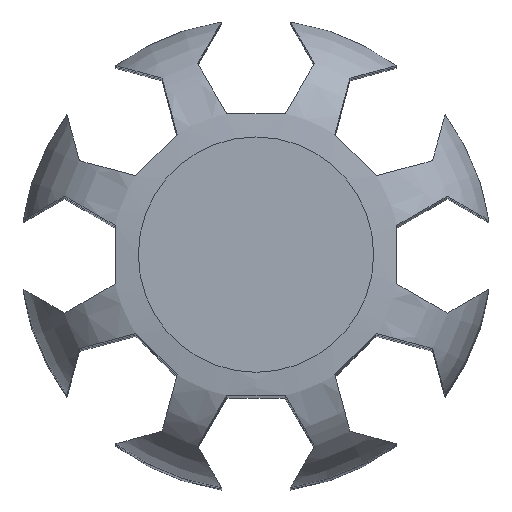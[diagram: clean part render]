
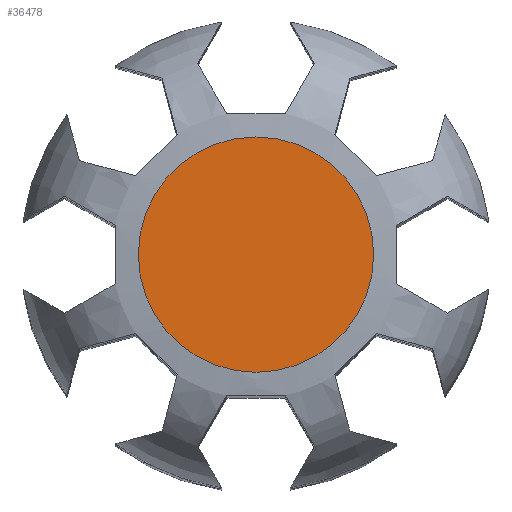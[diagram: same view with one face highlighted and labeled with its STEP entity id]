
A CAD part, top view. The second image highlights one B-rep face of the part: STEP entity #36478.
In plain terms, the highlighted planar face has unit normal (0, 0, 1).
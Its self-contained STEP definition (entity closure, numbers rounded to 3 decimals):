
#13617 = SURFACE_OF_REVOLUTION('',#13618,#13623);
#13618 = CIRCLE('',#13619,5.);
#13619 = AXIS2_PLACEMENT_3D('',#13620,#13621,#13622);
#13620 = CARTESIAN_POINT('',(0.,-5.,92.8));
#13621 = DIRECTION('',(1.,0.,0.));
#13622 = DIRECTION('',(0.,1.,0.));
#13623 = AXIS1_PLACEMENT('',#13624,#13625);
#13624 = CARTESIAN_POINT('',(0.,0.,0.));
#13625 = DIRECTION('',(0.,0.,1.));
#24236 = EDGE_CURVE('',#24237,#24237,#24239,.T.);
#24237 = VERTEX_POINT('',#24238);
#24238 = CARTESIAN_POINT('',(0.,-5.,97.8));
#24239 = SURFACE_CURVE('',#24240,(#24245,#24252),.PCURVE_S1.);
#24240 = CIRCLE('',#24241,5.);
#24241 = AXIS2_PLACEMENT_3D('',#24242,#24243,#24244);
#24242 = CARTESIAN_POINT('',(0.,0.,97.8));
#24243 = DIRECTION('',(0.,0.,1.));
#24244 = DIRECTION('',(0.,-1.,0.));
#24245 = PCURVE('',#13617,#24246);
#24246 = DEFINITIONAL_REPRESENTATION('',(#24247),#24251);
#24247 = LINE('',#24248,#24249);
#24248 = CARTESIAN_POINT('',(0.,1.571));
#24249 = VECTOR('',#24250,1.);
#24250 = DIRECTION('',(1.,0.));
#24251 = ( GEOMETRIC_REPRESENTATION_CONTEXT(2) 
PARAMETRIC_REPRESENTATION_CONTEXT() REPRESENTATION_CONTEXT('2D SPACE',''
  ) );
#24252 = PCURVE('',#24253,#24258);
#24253 = PLANE('',#24254);
#24254 = AXIS2_PLACEMENT_3D('',#24255,#24256,#24257);
#24255 = CARTESIAN_POINT('',(0.,0.,97.8));
#24256 = DIRECTION('',(0.,0.,-1.));
#24257 = DIRECTION('',(0.,1.,0.));
#24258 = DEFINITIONAL_REPRESENTATION('',(#24259),#24267);
#24259 = ( BOUNDED_CURVE() B_SPLINE_CURVE(2,(#24260,#24261,#24262,#24263
    ,#24264,#24265,#24266),.UNSPECIFIED.,.T.,.F.) 
B_SPLINE_CURVE_WITH_KNOTS((1,2,2,2,2,1),(-2.094,0.,
    2.094,4.189,6.283,8.378),
.UNSPECIFIED.) CURVE() GEOMETRIC_REPRESENTATION_ITEM() 
RATIONAL_B_SPLINE_CURVE((1.,0.5,1.,0.5,1.,0.5,1.)) REPRESENTATION_ITEM(
  '') );
#24260 = CARTESIAN_POINT('',(-5.,0.));
#24261 = CARTESIAN_POINT('',(-5.,8.66));
#24262 = CARTESIAN_POINT('',(2.5,4.33));
#24263 = CARTESIAN_POINT('',(10.,0.));
#24264 = CARTESIAN_POINT('',(2.5,-4.33));
#24265 = CARTESIAN_POINT('',(-5.,-8.66));
#24266 = CARTESIAN_POINT('',(-5.,0.));
#24267 = ( GEOMETRIC_REPRESENTATION_CONTEXT(2) 
PARAMETRIC_REPRESENTATION_CONTEXT() REPRESENTATION_CONTEXT('2D SPACE',''
  ) );
#36478 = ADVANCED_FACE('',(#36479),#24253,.F.);
#36479 = FACE_BOUND('',#36480,.T.);
#36480 = EDGE_LOOP('',(#36481));
#36481 = ORIENTED_EDGE('',*,*,#24236,.T.);
